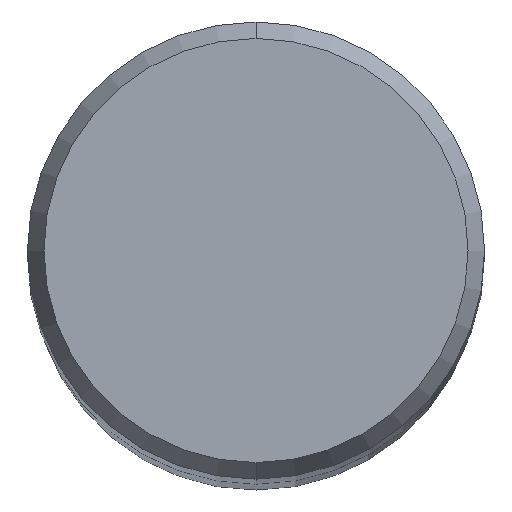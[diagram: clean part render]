
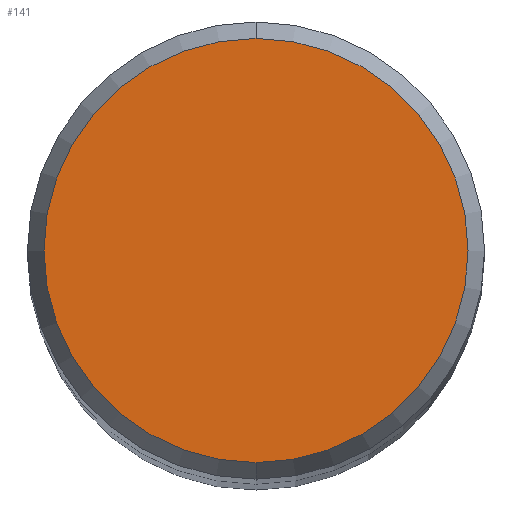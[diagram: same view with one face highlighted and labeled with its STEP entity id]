
A CAD part, top view. The second image highlights one B-rep face of the part: STEP entity #141.
In plain terms, the highlighted planar face has unit normal (0, 0, 1).
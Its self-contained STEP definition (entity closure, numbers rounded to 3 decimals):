
#133=EDGE_CURVE('',#169,#227,#290,.T.);
#141=ADVANCED_FACE('',(#298),#299,.T.);
#153=EDGE_CURVE('',#227,#169,#312,.T.);
#169=VERTEX_POINT('',#329);
#227=VERTEX_POINT('',#394);
#290=CIRCLE('',#456,2.946);
#298=FACE_OUTER_BOUND('',#467,.T.);
#299=PLANE('',#468);
#312=CIRCLE('',#484,2.946);
#329=CARTESIAN_POINT('',(0.0,2.946,0.0));
#394=CARTESIAN_POINT('',(0.,-2.946,0.0));
#456=AXIS2_PLACEMENT_3D('',#657,#658,#659);
#467=EDGE_LOOP('',(#665,#666));
#468=AXIS2_PLACEMENT_3D('',#667,#668,#669);
#484=AXIS2_PLACEMENT_3D('',#679,#680,#681);
#657=CARTESIAN_POINT('',(0.0,0.0,0.0));
#658=DIRECTION('',(0.0,0.0,-1.0));
#659=DIRECTION('',(0.0,1.0,0.0));
#665=ORIENTED_EDGE('',*,*,#133,.F.);
#666=ORIENTED_EDGE('',*,*,#153,.F.);
#667=CARTESIAN_POINT('',(0.0,1.473,0.0));
#668=DIRECTION('',(-0.0,0.0,1.0));
#669=DIRECTION('',(0.0,-1.0,0.0));
#679=CARTESIAN_POINT('',(0.0,0.0,0.0));
#680=DIRECTION('',(0.0,0.0,-1.0));
#681=DIRECTION('',(0.0,1.0,0.0));
